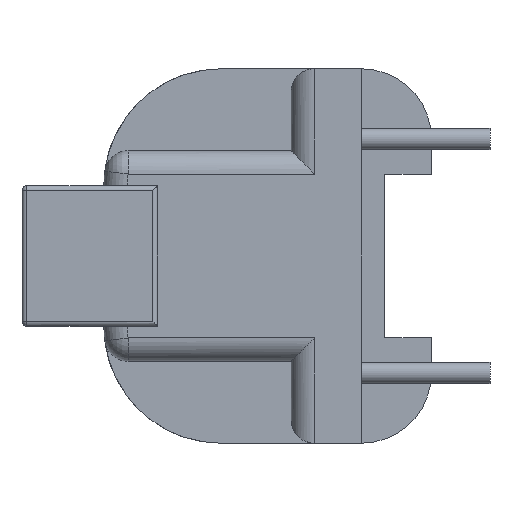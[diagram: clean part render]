
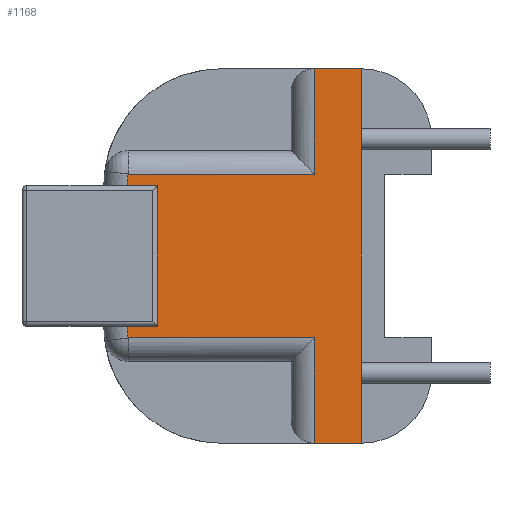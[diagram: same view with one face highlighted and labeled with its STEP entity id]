
A CAD part, left-side view. The second image highlights one B-rep face of the part: STEP entity #1168.
In plain terms, the highlighted planar face has unit normal (-1, 0, 0).
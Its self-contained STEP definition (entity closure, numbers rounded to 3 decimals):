
#34 = CARTESIAN_POINT ( 'NONE',  ( 0., 11.702, -11. ) ) ;
#67 = LINE ( 'NONE', #1226, #3284 ) ;
#123 = CARTESIAN_POINT ( 'NONE',  ( 0., 12.969, -11.5 ) ) ;
#307 = VERTEX_POINT ( 'NONE', #2049 ) ;
#370 = VERTEX_POINT ( 'NONE', #34 ) ;
#425 = ORIENTED_EDGE ( 'NONE', *, *, #1822, .T. ) ;
#427 = DIRECTION ( 'NONE',  ( 0., 0., -1. ) ) ;
#449 = VERTEX_POINT ( 'NONE', #3365 ) ;
#505 = PLANE ( 'NONE',  #538 ) ;
#525 = CARTESIAN_POINT ( 'NONE',  ( 0., 17.5, -11. ) ) ;
#538 = AXIS2_PLACEMENT_3D ( 'NONE', #1396, #1662, #2509 ) ;
#579 = VERTEX_POINT ( 'NONE', #1972 ) ;
#651 = EDGE_CURVE ( 'NONE', #2006, #2403, #2562, .T. ) ;
#655 = DIRECTION ( 'NONE',  ( 0., -1., 0. ) ) ;
#732 = CARTESIAN_POINT ( 'NONE',  ( 0., 9., -5. ) ) ;
#749 = DIRECTION ( 'NONE',  ( 0., -1., 0. ) ) ;
#772 = VERTEX_POINT ( 'NONE', #1766 ) ;
#791 = CARTESIAN_POINT ( 'NONE',  ( 0., 13.77, -4.5 ) ) ;
#895 = VECTOR ( 'NONE', #2033, 1000. ) ;
#973 = ORIENTED_EDGE ( 'NONE', *, *, #2928, .F. ) ;
#1039 = DIRECTION ( 'NONE',  ( -1., 0., 0. ) ) ;
#1052 = EDGE_CURVE ( 'NONE', #579, #370, #67, .T. ) ;
#1101 = ORIENTED_EDGE ( 'NONE', *, *, #1236, .T. ) ;
#1168 = ADVANCED_FACE ( 'NONE', ( #3096 ), #505, .F. ) ;
#1221 = LINE ( 'NONE', #1770, #2624 ) ;
#1226 = CARTESIAN_POINT ( 'NONE',  ( 0., 11.702, -5. ) ) ;
#1236 = EDGE_CURVE ( 'NONE', #2403, #307, #1947, .T. ) ;
#1289 = CARTESIAN_POINT ( 'NONE',  ( 0., 17.5, -11.5 ) ) ;
#1307 = DIRECTION ( 'NONE',  ( 0., -1., 0. ) ) ;
#1323 = DIRECTION ( 'NONE',  ( 0., 1., 0. ) ) ;
#1336 = CIRCLE ( 'NONE', #3426, 4. ) ;
#1396 = CARTESIAN_POINT ( 'NONE',  ( 0., 17.5, 0. ) ) ;
#1407 = ORIENTED_EDGE ( 'NONE', *, *, #3153, .T. ) ;
#1427 = LINE ( 'NONE', #3720, #895 ) ;
#1472 = VERTEX_POINT ( 'NONE', #3007 ) ;
#1484 = ORIENTED_EDGE ( 'NONE', *, *, #1052, .T. ) ;
#1568 = VECTOR ( 'NONE', #749, 1000. ) ;
#1601 = LINE ( 'NONE', #791, #3603 ) ;
#1660 = CARTESIAN_POINT ( 'NONE',  ( 0., 5., -11.5 ) ) ;
#1662 = DIRECTION ( 'NONE',  ( 1., 0., 0. ) ) ;
#1687 = DIRECTION ( 'NONE',  ( 0., 1., 0. ) ) ;
#1755 = EDGE_CURVE ( 'NONE', #2439, #2006, #3612, .T. ) ;
#1766 = CARTESIAN_POINT ( 'NONE',  ( 0., 13., -5. ) ) ;
#1770 = CARTESIAN_POINT ( 'NONE',  ( 0., 5., -3.5 ) ) ;
#1822 = EDGE_CURVE ( 'NONE', #772, #579, #3270, .T. ) ;
#1926 = VECTOR ( 'NONE', #1307, 1000. ) ;
#1947 = LINE ( 'NONE', #2304, #2047 ) ;
#1970 = CARTESIAN_POINT ( 'NONE',  ( 0., 12.969, -4.5 ) ) ;
#1972 = CARTESIAN_POINT ( 'NONE',  ( 0., 11.702, -5. ) ) ;
#2006 = VERTEX_POINT ( 'NONE', #1660 ) ;
#2019 = ORIENTED_EDGE ( 'NONE', *, *, #2600, .T. ) ;
#2033 = DIRECTION ( 'NONE',  ( 0., 0., -1. ) ) ;
#2043 = VECTOR ( 'NONE', #655, 1000. ) ;
#2047 = VECTOR ( 'NONE', #3416, 1000. ) ;
#2049 = CARTESIAN_POINT ( 'NONE',  ( 0., 3., -16. ) ) ;
#2134 = EDGE_CURVE ( 'NONE', #449, #307, #1427, .T. ) ;
#2141 = VERTEX_POINT ( 'NONE', #3433 ) ;
#2147 = DIRECTION ( 'NONE',  ( -1., 0., 0. ) ) ;
#2304 = CARTESIAN_POINT ( 'NONE',  ( 0., 17.5, -16. ) ) ;
#2367 = CARTESIAN_POINT ( 'NONE',  ( 0., 5., -4.5 ) ) ;
#2373 = DIRECTION ( 'NONE',  ( 0., 0., -1. ) ) ;
#2403 = VERTEX_POINT ( 'NONE', #3694 ) ;
#2439 = VERTEX_POINT ( 'NONE', #123 ) ;
#2472 = CARTESIAN_POINT ( 'NONE',  ( 0., 9., -11. ) ) ;
#2509 = DIRECTION ( 'NONE',  ( 0., 0., -1. ) ) ;
#2536 = EDGE_LOOP ( 'NONE', ( #2019, #3271, #425, #1484, #3031, #3121, #3420, #3262, #1101, #2721, #973, #1407 ) ) ;
#2562 = LINE ( 'NONE', #2613, #2994 ) ;
#2600 = EDGE_CURVE ( 'NONE', #3155, #3421, #1601, .T. ) ;
#2613 = CARTESIAN_POINT ( 'NONE',  ( 0., 5., -16. ) ) ;
#2617 = EDGE_CURVE ( 'NONE', #2141, #2439, #3292, .T. ) ;
#2624 = VECTOR ( 'NONE', #3521, 1000. ) ;
#2640 = EDGE_CURVE ( 'NONE', #370, #2141, #3685, .T. ) ;
#2721 = ORIENTED_EDGE ( 'NONE', *, *, #2134, .F. ) ;
#2871 = EDGE_CURVE ( 'NONE', #3421, #772, #1336, .T. ) ;
#2928 = EDGE_CURVE ( 'NONE', #1472, #449, #3038, .T. ) ;
#2994 = VECTOR ( 'NONE', #3693, 1000. ) ;
#3007 = CARTESIAN_POINT ( 'NONE',  ( 0., 5., 0. ) ) ;
#3011 = DIRECTION ( 'NONE',  ( 0., 0., -1. ) ) ;
#3022 = CARTESIAN_POINT ( 'NONE',  ( 0., 17.5, 0. ) ) ;
#3031 = ORIENTED_EDGE ( 'NONE', *, *, #2640, .T. ) ;
#3038 = LINE ( 'NONE', #3022, #1568 ) ;
#3096 = FACE_OUTER_BOUND ( 'NONE', #2536, .T. ) ;
#3121 = ORIENTED_EDGE ( 'NONE', *, *, #2617, .T. ) ;
#3153 = EDGE_CURVE ( 'NONE', #1472, #3155, #1221, .T. ) ;
#3155 = VERTEX_POINT ( 'NONE', #2367 ) ;
#3215 = CARTESIAN_POINT ( 'NONE',  ( 0., 17.5, -5. ) ) ;
#3262 = ORIENTED_EDGE ( 'NONE', *, *, #651, .T. ) ;
#3270 = LINE ( 'NONE', #3215, #2043 ) ;
#3271 = ORIENTED_EDGE ( 'NONE', *, *, #2871, .T. ) ;
#3284 = VECTOR ( 'NONE', #2373, 1000. ) ;
#3292 = CIRCLE ( 'NONE', #3424, 4. ) ;
#3355 = VECTOR ( 'NONE', #1687, 1000. ) ;
#3365 = CARTESIAN_POINT ( 'NONE',  ( 0., 3., 0. ) ) ;
#3416 = DIRECTION ( 'NONE',  ( 0., -1., 0. ) ) ;
#3420 = ORIENTED_EDGE ( 'NONE', *, *, #1755, .T. ) ;
#3421 = VERTEX_POINT ( 'NONE', #1970 ) ;
#3424 = AXIS2_PLACEMENT_3D ( 'NONE', #2472, #1039, #3011 ) ;
#3426 = AXIS2_PLACEMENT_3D ( 'NONE', #732, #2147, #427 ) ;
#3433 = CARTESIAN_POINT ( 'NONE',  ( 0., 13., -11. ) ) ;
#3521 = DIRECTION ( 'NONE',  ( 0., 0., -1. ) ) ;
#3603 = VECTOR ( 'NONE', #1323, 1000. ) ;
#3612 = LINE ( 'NONE', #1289, #1926 ) ;
#3685 = LINE ( 'NONE', #525, #3355 ) ;
#3693 = DIRECTION ( 'NONE',  ( 0., 0., -1. ) ) ;
#3694 = CARTESIAN_POINT ( 'NONE',  ( 0., 5., -16. ) ) ;
#3720 = CARTESIAN_POINT ( 'NONE',  ( 0., 3., 0. ) ) ;
